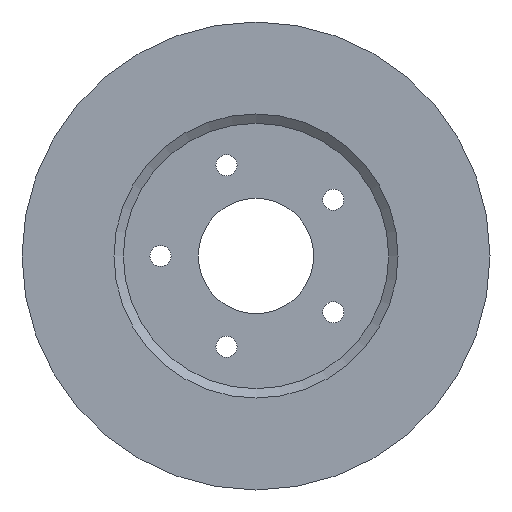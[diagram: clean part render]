
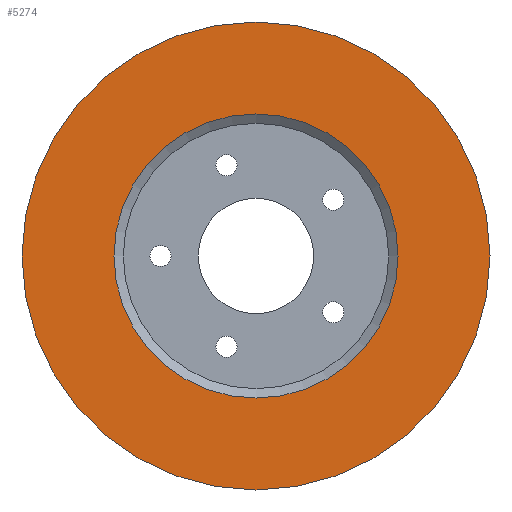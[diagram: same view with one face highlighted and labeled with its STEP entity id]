
A CAD part, left-side view. The second image highlights one B-rep face of the part: STEP entity #5274.
In plain terms, the highlighted planar face has unit normal (-1, 0, 0).
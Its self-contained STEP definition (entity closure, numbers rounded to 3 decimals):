
#499=FACE_BOUND('',#885,.T.);
#514=PLANE('',#5507);
#670=FACE_OUTER_BOUND('',#884,.T.);
#884=EDGE_LOOP('',(#3389));
#885=EDGE_LOOP('',(#3390));
#1726=CIRCLE('',#5508,140.);
#1727=CIRCLE('',#5509,85.);
#1854=VERTEX_POINT('',#6849);
#1855=VERTEX_POINT('',#6851);
#2468=EDGE_CURVE('',#1854,#1854,#1726,.T.);
#2469=EDGE_CURVE('',#1855,#1855,#1727,.F.);
#3389=ORIENTED_EDGE('',*,*,#2468,.T.);
#3390=ORIENTED_EDGE('',*,*,#2469,.F.);
#5274=ADVANCED_FACE('',(#670,#499),#514,.T.);
#5507=AXIS2_PLACEMENT_3D('',#6848,#5860,#5861);
#5508=AXIS2_PLACEMENT_3D('',#6850,#5862,#5863);
#5509=AXIS2_PLACEMENT_3D('',#6852,#5864,#5865);
#5860=DIRECTION('center_axis',(-1.,0.,0.));
#5861=DIRECTION('ref_axis',(0.,-1.,0.));
#5862=DIRECTION('center_axis',(-1.,0.,0.));
#5863=DIRECTION('ref_axis',(0.,1.,0.));
#5864=DIRECTION('center_axis',(1.,0.,0.));
#5865=DIRECTION('ref_axis',(0.,1.,0.));
#6848=CARTESIAN_POINT('Origin',(13.3,85.95,0.));
#6849=CARTESIAN_POINT('',(13.3,-140.,0.));
#6850=CARTESIAN_POINT('Origin',(13.3,0.,0.));
#6851=CARTESIAN_POINT('',(13.3,-85.,0.));
#6852=CARTESIAN_POINT('Origin',(13.3,0.,0.));
